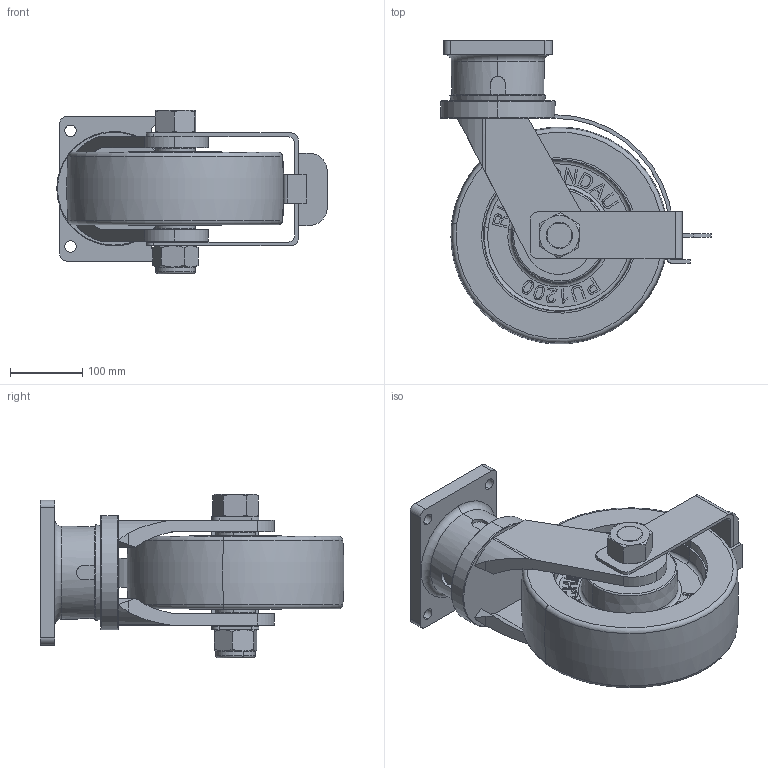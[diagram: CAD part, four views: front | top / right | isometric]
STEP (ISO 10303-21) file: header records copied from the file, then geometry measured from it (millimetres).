
FILE_DESCRIPTION (( 'STEP AP203' ), '1' );
FILE_NAME ('S1222B.STEP', '2020-02-25T06:21:30', ( '' ), ( '' ), 'SwSTEP 2.0', 'SolidWorks 2013', '' );
FILE_SCHEMA (( 'CONFIG_CONTROL_DESIGN' ));
Length unit declared in the file: millimetre
Products named in the file (1): S1222B
Bounding box: 374 x 419.83 x 226.53 mm (x, y, z)
Volume: 8329998.6 mm3; surface area: 826773.7 mm2
Topology: 12 solids, 12 shells, 857 faces, 2294 edges, 1495 vertices
Faces by surface type: plane 426, cylinder 163, bspline 162, cone 65, torus 41
Entity records: 37580 total; most frequent: CARTESIAN_POINT 17327, ORIENTED_EDGE 4588, DIRECTION 3575, EDGE_CURVE 2294, VERTEX_POINT 1495, AXIS2_PLACEMENT_3D 1247, VECTOR 1081, LINE 1081
